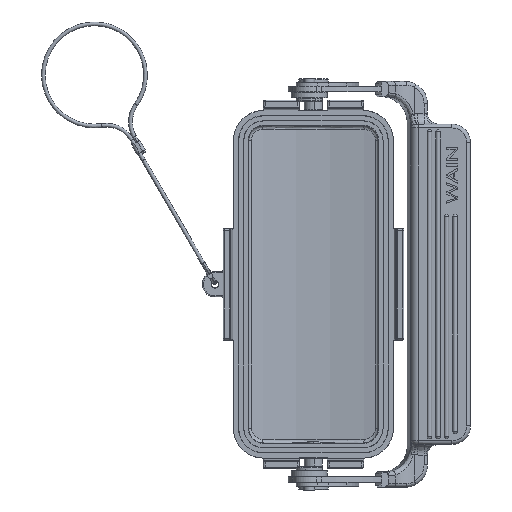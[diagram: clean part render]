
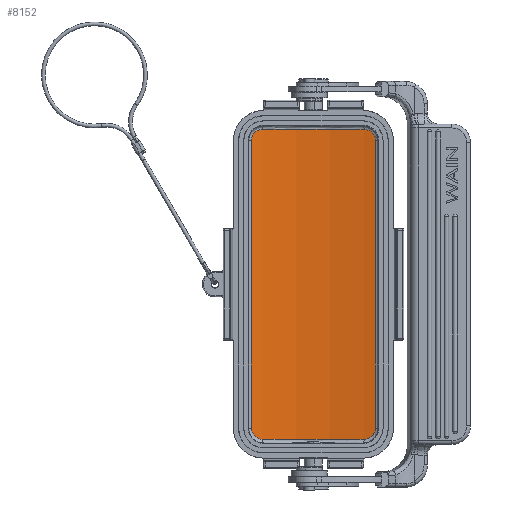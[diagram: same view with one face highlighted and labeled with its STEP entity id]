
A CAD part, front view. The second image highlights one B-rep face of the part: STEP entity #8152.
In plain terms, the highlighted cylindrical face has radius 77.4 mm (diameter 154.8 mm), a partial arc.
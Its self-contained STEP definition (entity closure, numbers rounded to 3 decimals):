
#789=CARTESIAN_POINT('',(16.68,2.781,-38.7));
#790=CARTESIAN_POINT('',(16.679,2.782,-38.963));
#791=CARTESIAN_POINT('',(16.612,2.796,-39.472));
#792=CARTESIAN_POINT('',(16.313,2.862,-40.201));
#793=CARTESIAN_POINT('',(15.825,2.966,-40.839));
#794=CARTESIAN_POINT('',(15.188,3.096,-41.329));
#795=CARTESIAN_POINT('',(14.434,3.244,-41.639));
#796=CARTESIAN_POINT('',(13.9,3.342,-41.709));
#797=CARTESIAN_POINT('',(13.63,3.39,-41.708));
#813=CARTESIAN_POINT('',(13.63,3.39,-41.708));
#814=CARTESIAN_POINT('',(4.643,4.996,-41.694));
#815=CARTESIAN_POINT('',(-4.643,4.996,-41.694));
#816=CARTESIAN_POINT('',(-13.63,3.39,-41.708));
#825=CARTESIAN_POINT('',(13.63,3.39,-41.708));
#832=CARTESIAN_POINT('',(-13.63,3.39,-41.708));
#833=CARTESIAN_POINT('',(-13.899,3.342,-41.709));
#834=CARTESIAN_POINT('',(-14.431,3.244,-41.64));
#835=CARTESIAN_POINT('',(-15.182,3.097,-41.332));
#836=CARTESIAN_POINT('',(-15.817,2.967,-40.846));
#837=CARTESIAN_POINT('',(-16.308,2.863,-40.213));
#838=CARTESIAN_POINT('',(-16.61,2.797,-39.481));
#839=CARTESIAN_POINT('',(-16.678,2.782,-38.967));
#840=CARTESIAN_POINT('',(-16.68,2.781,-38.7));
#1077=DIRECTION('',(0.,0.,-1.));
#1078=VECTOR('',#1077,77.4);
#1079=CARTESIAN_POINT('',(16.68,2.781,38.7));
#1080=LINE('',#1079,#1078);
#1085=DIRECTION('',(0.,0.,1.));
#1086=VECTOR('',#1085,77.4);
#1087=CARTESIAN_POINT('',(-16.68,2.781,
-38.7));
#1088=LINE('',#1087,#1086);
#1169=CARTESIAN_POINT('',(13.63,3.39,41.708));
#1170=CARTESIAN_POINT('',(13.899,3.342,41.709));
#1171=CARTESIAN_POINT('',(14.431,3.244,41.64));
#1172=CARTESIAN_POINT('',(15.182,3.097,41.332));
#1173=CARTESIAN_POINT('',(15.817,2.967,40.846));
#1174=CARTESIAN_POINT('',(16.308,2.863,40.213));
#1175=CARTESIAN_POINT('',(16.61,2.797,39.481));
#1176=CARTESIAN_POINT('',(16.678,2.782,38.967));
#1177=CARTESIAN_POINT('',(16.68,2.781,38.7));
#1188=CARTESIAN_POINT('',(-13.63,3.39,41.708));
#1189=CARTESIAN_POINT('',(-4.643,4.996,41.694));
#1190=CARTESIAN_POINT('',(4.643,4.996,41.694));
#1191=CARTESIAN_POINT('',(13.63,3.39,41.708));
#1200=CARTESIAN_POINT('',(-13.63,3.39,41.708));
#1202=CARTESIAN_POINT('',(-16.68,2.781,38.7));
#1203=CARTESIAN_POINT('',(-16.679,2.782,38.963));
#1204=CARTESIAN_POINT('',(-16.612,2.796,39.472));
#1205=CARTESIAN_POINT('',(-16.313,2.862,40.201));
#1206=CARTESIAN_POINT('',(-15.825,2.966,40.839));
#1207=CARTESIAN_POINT('',(-15.188,3.096,41.329));
#1208=CARTESIAN_POINT('',(-14.434,3.244,41.639));
#1209=CARTESIAN_POINT('',(-13.9,3.342,41.709));
#1210=CARTESIAN_POINT('',(-13.63,3.39,41.708));
#6479=CARTESIAN_POINT('',(-16.68,2.781,38.7));
#6480=VERTEX_POINT('',#6479);
#6483=VERTEX_POINT('',#1200);
#6484=VERTEX_POINT('',#1169);
#6485=VERTEX_POINT('',#1177);
#6486=CARTESIAN_POINT('',(-16.68,2.781,
-38.7));
#6487=VERTEX_POINT('',#6486);
#6488=VERTEX_POINT('',#832);
#6491=VERTEX_POINT('',#825);
#6496=VERTEX_POINT('',#789);
#8133=CARTESIAN_POINT('',(0.,-72.8,-45.4));
#8134=DIRECTION('',(0.,0.,1.));
#8135=DIRECTION('',(1.,0.,0.));
#8136=AXIS2_PLACEMENT_3D('',#8133,#8134,#8135);
#8137=CYLINDRICAL_SURFACE('',#8136,77.4);
#8138=ORIENTED_EDGE('',*,*,#8126,.T.);
#8139=ORIENTED_EDGE('',*,*,#7698,.T.);
#8140=ORIENTED_EDGE('',*,*,#7729,.T.);
#8141=ORIENTED_EDGE('',*,*,#7796,.T.);
#8143=ORIENTED_EDGE('',*,*,#8142,.T.);
#8145=ORIENTED_EDGE('',*,*,#8144,.T.);
#8147=ORIENTED_EDGE('',*,*,#8146,.T.);
#8149=ORIENTED_EDGE('',*,*,#8148,.T.);
#8150=EDGE_LOOP('',(#8138,#8139,#8140,#8141,#8143,#8145,#8147,#8149));
#8151=FACE_OUTER_BOUND('',#8150,.F.);
#798=B_SPLINE_CURVE_WITH_KNOTS('',3,(#789,#790,#791,#792,#793,#794,#795,#796,
#797),.UNSPECIFIED.,.F.,.F.,(4,1,1,1,1,1,4),(0.,0.167,
0.333,0.5,0.667,0.833,1.),
.UNSPECIFIED.);
#817=B_SPLINE_CURVE_WITH_KNOTS('',3,(#813,#814,#815,#816),.UNSPECIFIED.,.F.,.F.,
(4,4),(0.,1.),.UNSPECIFIED.);
#841=B_SPLINE_CURVE_WITH_KNOTS('',3,(#832,#833,#834,#835,#836,#837,#838,#839,
#840),.UNSPECIFIED.,.F.,.F.,(4,1,1,1,1,1,4),(0.,0.167,
0.333,0.5,0.667,0.833,1.),
.UNSPECIFIED.);
#1178=B_SPLINE_CURVE_WITH_KNOTS('',3,(#1169,#1170,#1171,#1172,#1173,#1174,#1175,
#1176,#1177),.UNSPECIFIED.,.F.,.F.,(4,1,1,1,1,1,4),(0.,0.167,
0.333,0.5,0.667,0.833,1.),
.UNSPECIFIED.);
#1192=B_SPLINE_CURVE_WITH_KNOTS('',3,(#1188,#1189,#1190,#1191),.UNSPECIFIED.,
.F.,.F.,(4,4),(0.,1.),.UNSPECIFIED.);
#1211=B_SPLINE_CURVE_WITH_KNOTS('',3,(#1202,#1203,#1204,#1205,#1206,#1207,#1208,
#1209,#1210),.UNSPECIFIED.,.F.,.F.,(4,1,1,1,1,1,4),(0.,0.167,
0.333,0.5,0.667,0.833,1.),
.UNSPECIFIED.);
#7698=EDGE_CURVE('',#6496,#6491,#798,.T.);
#7729=EDGE_CURVE('',#6491,#6488,#817,.T.);
#7796=EDGE_CURVE('',#6488,#6487,#841,.T.);
#8126=EDGE_CURVE('',#6485,#6496,#1080,.T.);
#8142=EDGE_CURVE('',#6487,#6480,#1088,.T.);
#8144=EDGE_CURVE('',#6480,#6483,#1211,.T.);
#8146=EDGE_CURVE('',#6483,#6484,#1192,.T.);
#8148=EDGE_CURVE('',#6484,#6485,#1178,.T.);
#8152=ADVANCED_FACE('',(#8151),#8137,.F.);
